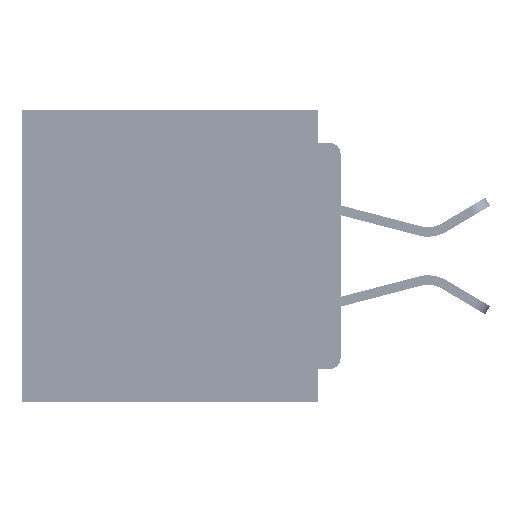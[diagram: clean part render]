
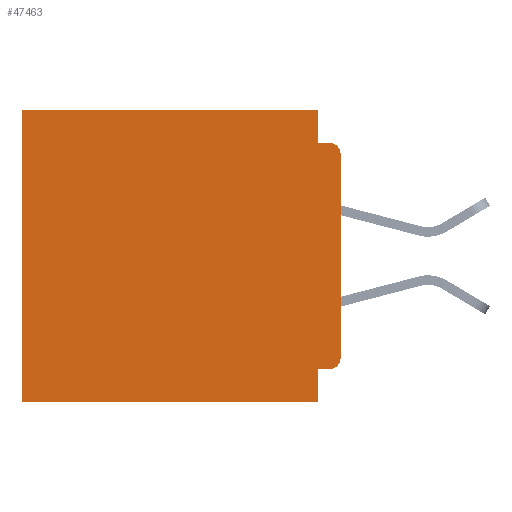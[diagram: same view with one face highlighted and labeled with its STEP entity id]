
A CAD part, left-side view. The second image highlights one B-rep face of the part: STEP entity #47463.
In plain terms, the highlighted planar face has unit normal (-1, 0, 0).
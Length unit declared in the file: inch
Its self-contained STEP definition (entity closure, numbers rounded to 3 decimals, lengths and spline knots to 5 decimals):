
#97 = VECTOR ( 'NONE', #6051, 39.37008 ) ;
#811 = CARTESIAN_POINT ( 'NONE',  ( 0.3, 0.031, 0. ) ) ;
#1938 = EDGE_LOOP ( 'NONE', ( #13511, #42917, #57879, #46995, #42520, #46453, #15246, #29971, #23625, #5427 ) ) ;
#2607 = CARTESIAN_POINT ( 'NONE',  ( 0.3, 0.437, -0.4 ) ) ;
#2726 = DIRECTION ( 'NONE',  ( 0., 0., -1. ) ) ;
#2732 = DIRECTION ( 'NONE',  ( 0., 0., -1. ) ) ;
#5427 = ORIENTED_EDGE ( 'NONE', *, *, #52604, .T. ) ;
#6051 = DIRECTION ( 'NONE',  ( 0., 0., -1. ) ) ;
#7013 = CARTESIAN_POINT ( 'NONE',  ( 0.3, 0., 0. ) ) ;
#7145 = EDGE_CURVE ( 'NONE', #54802, #24972, #40153, .T. ) ;
#8447 = EDGE_CURVE ( 'NONE', #16376, #54537, #41382, .T. ) ;
#8663 = VECTOR ( 'NONE', #38692, 39.37008 ) ;
#9180 = CARTESIAN_POINT ( 'NONE',  ( 0.3, 0., -0.06 ) ) ;
#9803 = CARTESIAN_POINT ( 'NONE',  ( 0.3, 0.031, -0.355 ) ) ;
#10076 = VECTOR ( 'NONE', #47109, 39.37008 ) ;
#11724 = VECTOR ( 'NONE', #25364, 39.37008 ) ;
#12531 = DIRECTION ( 'NONE',  ( 0., 0., -1. ) ) ;
#13077 = CARTESIAN_POINT ( 'NONE',  ( 0.3, 0., -0.4 ) ) ;
#13179 = LINE ( 'NONE', #52384, #11724 ) ;
#13501 = CARTESIAN_POINT ( 'NONE',  ( 0.3, 0.437, 0. ) ) ;
#13511 = ORIENTED_EDGE ( 'NONE', *, *, #31898, .F. ) ;
#14218 = EDGE_CURVE ( 'NONE', #22220, #43960, #46128, .T. ) ;
#14388 = CIRCLE ( 'NONE', #56324, 0.015 ) ;
#15246 = ORIENTED_EDGE ( 'NONE', *, *, #43097, .F. ) ;
#15913 = LINE ( 'NONE', #47800, #49071 ) ;
#16376 = VERTEX_POINT ( 'NONE', #13501 ) ;
#18755 = VECTOR ( 'NONE', #48719, 39.37008 ) ;
#18842 = VECTOR ( 'NONE', #40169, 39.37008 ) ;
#21734 = CARTESIAN_POINT ( 'NONE',  ( 0.3, 0.437, -0.4 ) ) ;
#22220 = VERTEX_POINT ( 'NONE', #29327 ) ;
#23625 = ORIENTED_EDGE ( 'NONE', *, *, #14218, .F. ) ;
#24972 = VERTEX_POINT ( 'NONE', #49946 ) ;
#25364 = DIRECTION ( 'NONE',  ( 0., -1., 0. ) ) ;
#25768 = VERTEX_POINT ( 'NONE', #29364 ) ;
#26000 = DIRECTION ( 'NONE',  ( -1., 0., 0. ) ) ;
#26304 = AXIS2_PLACEMENT_3D ( 'NONE', #41954, #55519, #28537 ) ;
#28133 = VECTOR ( 'NONE', #12531, 39.37008 ) ;
#28537 = DIRECTION ( 'NONE',  ( 0., 0., -1. ) ) ;
#29327 = CARTESIAN_POINT ( 'NONE',  ( 0.3, 0.015, -0.355 ) ) ;
#29364 = CARTESIAN_POINT ( 'NONE',  ( 0.3, 0.031, -0.4 ) ) ;
#29873 = DIRECTION ( 'NONE',  ( -1., 0., 0. ) ) ;
#29923 = LINE ( 'NONE', #7013, #8663 ) ;
#29971 = ORIENTED_EDGE ( 'NONE', *, *, #57236, .F. ) ;
#30780 = VERTEX_POINT ( 'NONE', #48707 ) ;
#31898 = EDGE_CURVE ( 'NONE', #51699, #56237, #15913, .T. ) ;
#32309 = LINE ( 'NONE', #13077, #18842 ) ;
#33405 = EDGE_CURVE ( 'NONE', #51699, #30780, #14388, .T. ) ;
#34413 = AXIS2_PLACEMENT_3D ( 'NONE', #56855, #29873, #2732 ) ;
#36248 = LINE ( 'NONE', #55622, #97 ) ;
#37418 = PLANE ( 'NONE',  #26304 ) ;
#38081 = CARTESIAN_POINT ( 'NONE',  ( 0.3, 0., -0.34 ) ) ;
#38692 = DIRECTION ( 'NONE',  ( 0., 1., 0. ) ) ;
#39658 = CARTESIAN_POINT ( 'NONE',  ( 0.3, 0.031, 0. ) ) ;
#40153 = LINE ( 'NONE', #39658, #28133 ) ;
#40169 = DIRECTION ( 'NONE',  ( 0., 1., 0. ) ) ;
#40431 = EDGE_CURVE ( 'NONE', #24972, #30780, #13179, .T. ) ;
#41382 = LINE ( 'NONE', #21734, #18755 ) ;
#41954 = CARTESIAN_POINT ( 'NONE',  ( 0.3, 0., -0.4 ) ) ;
#42166 = EDGE_CURVE ( 'NONE', #54802, #16376, #29923, .T. ) ;
#42520 = ORIENTED_EDGE ( 'NONE', *, *, #42166, .T. ) ;
#42617 = CARTESIAN_POINT ( 'NONE',  ( 0.3, 0., -0.355 ) ) ;
#42917 = ORIENTED_EDGE ( 'NONE', *, *, #33405, .T. ) ;
#43097 = EDGE_CURVE ( 'NONE', #25768, #54537, #32309, .T. ) ;
#43960 = VERTEX_POINT ( 'NONE', #9803 ) ;
#44545 = FACE_OUTER_BOUND ( 'NONE', #1938, .T. ) ;
#46128 = LINE ( 'NONE', #42617, #10076 ) ;
#46453 = ORIENTED_EDGE ( 'NONE', *, *, #8447, .T. ) ;
#46995 = ORIENTED_EDGE ( 'NONE', *, *, #7145, .F. ) ;
#47109 = DIRECTION ( 'NONE',  ( 0., 1., 0. ) ) ;
#47463 = ADVANCED_FACE ( 'NONE', ( #44545 ), #37418, .F. ) ;
#47520 = CIRCLE ( 'NONE', #34413, 0.015 ) ;
#47800 = CARTESIAN_POINT ( 'NONE',  ( 0.3, 0., -0.4 ) ) ;
#48707 = CARTESIAN_POINT ( 'NONE',  ( 0.3, 0.015, -0.045 ) ) ;
#48719 = DIRECTION ( 'NONE',  ( 0., 0., -1. ) ) ;
#49071 = VECTOR ( 'NONE', #2726, 39.37008 ) ;
#49946 = CARTESIAN_POINT ( 'NONE',  ( 0.3, 0.031, -0.045 ) ) ;
#51699 = VERTEX_POINT ( 'NONE', #9180 ) ;
#52384 = CARTESIAN_POINT ( 'NONE',  ( 0.3, 0., -0.045 ) ) ;
#52604 = EDGE_CURVE ( 'NONE', #22220, #56237, #47520, .T. ) ;
#53001 = CARTESIAN_POINT ( 'NONE',  ( 0.3, 0.015, -0.06 ) ) ;
#54537 = VERTEX_POINT ( 'NONE', #2607 ) ;
#54802 = VERTEX_POINT ( 'NONE', #811 ) ;
#55519 = DIRECTION ( 'NONE',  ( 1., 0., 0. ) ) ;
#55622 = CARTESIAN_POINT ( 'NONE',  ( 0.3, 0.031, -0.4 ) ) ;
#56237 = VERTEX_POINT ( 'NONE', #38081 ) ;
#56324 = AXIS2_PLACEMENT_3D ( 'NONE', #53001, #26000, #57508 ) ;
#56855 = CARTESIAN_POINT ( 'NONE',  ( 0.3, 0.015, -0.34 ) ) ;
#57236 = EDGE_CURVE ( 'NONE', #43960, #25768, #36248, .T. ) ;
#57508 = DIRECTION ( 'NONE',  ( 0., 0., -1. ) ) ;
#57879 = ORIENTED_EDGE ( 'NONE', *, *, #40431, .F. ) ;
